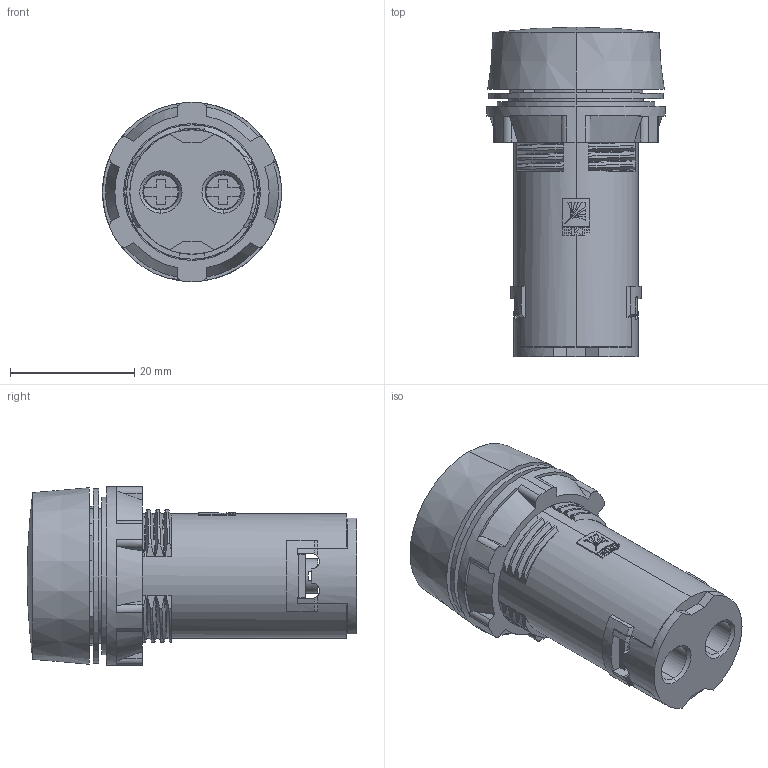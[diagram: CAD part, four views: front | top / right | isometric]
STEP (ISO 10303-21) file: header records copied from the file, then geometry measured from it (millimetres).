
FILE_DESCRIPTION (( 'STEP AP214' ), '1' );
FILE_NAME ('ledm-ad16-g-24-65.ÃÌ Ìàòðèöà ñâåòîäèîäíàÿ AD16-22HS çåëåíàÿ.STEP', '2024-08-12T13:55:38', ( '' ), ( '' ), 'SwSTEP 2.0', 'SolidWorks 2021', '' );
FILE_SCHEMA (( 'AUTOMOTIVE_DESIGN' ));
Length unit declared in the file: millimetre
Products named in the file (1): ledm-ad16-g-24-65.ÃÌ Ìàòðèöà ñâåòîäèîäíàÿ AD16-22HS çåëåíàÿ
Bounding box: 28.8 x 53 x 28.8 mm (x, y, z)
Volume: 17826.2 mm3; surface area: 10765.4 mm2
Topology: 7 solids, 7 shells, 411 faces, 1072 edges, 712 vertices
Faces by surface type: plane 227, bspline 99, cylinder 57, cone 24, sphere 4
Entity records: 38942 total; most frequent: CARTESIAN_POINT 29736, ORIENTED_EDGE 2144, DIRECTION 1538, EDGE_CURVE 1072, VERTEX_POINT 712, AXIS2_PLACEMENT_3D 543, EDGE_LOOP 456, LINE 452
